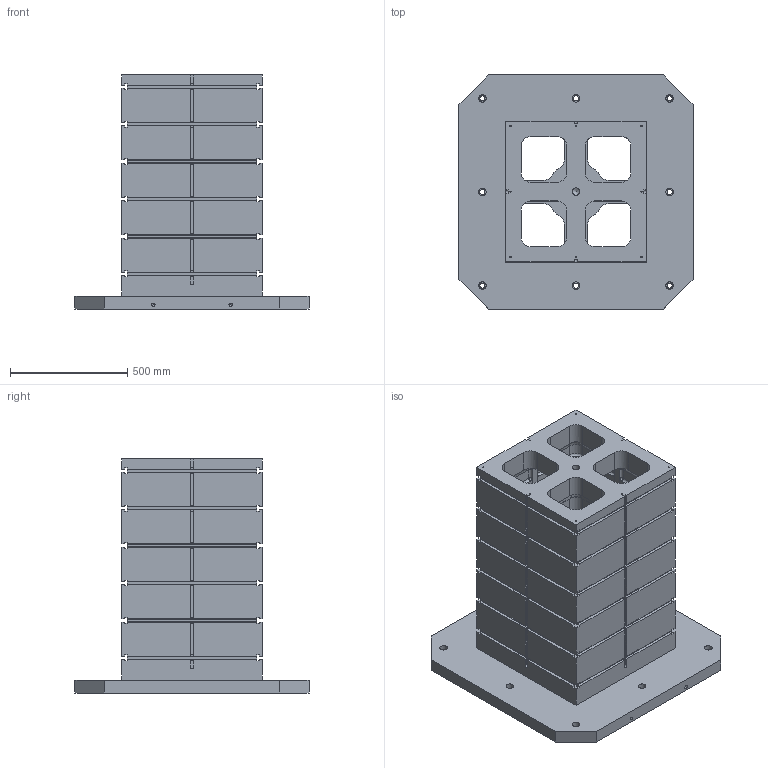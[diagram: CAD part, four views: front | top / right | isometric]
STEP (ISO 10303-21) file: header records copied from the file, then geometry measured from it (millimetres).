
FILE_DESCRIPTION( ( 'Unknown' ), '1' );
FILE_NAME( 'BP09-10001000-1000-14.stp', 'Unknown', ( 'S.C.H' ), ( 'Unknown' ), 'XStep 1.0', 'Unknown', ' ' );
FILE_SCHEMA( ( 'CONFIG_CONTROL_DESIGN' ) );
Length unit declared in the file: millimetre
Products named in the file (1): 1
Bounding box: 1000 x 1000 x 1000 mm (x, y, z)
Volume: 149775044.6 mm3; surface area: 8003739 mm2
Topology: 1 solids, 1 shells, 1265 faces, 3356 edges, 2048 vertices
Faces by surface type: plane 793, cylinder 288, torus 120, sphere 52, cone 12
Full cylindrical faces by diameter (mm): 5 x8, 14 x3, 22 x8, 31.67 x1, 32 x8
Entity records: 39974 total; most frequent: CARTESIAN_POINT 8922, ORIENTED_EDGE 6472, DIRECTION 6376, EDGE_CURVE 3236, LINE 2428, VECTOR 2428, VERTEX_POINT 2028, AXIS2_PLACEMENT_3D 1974
